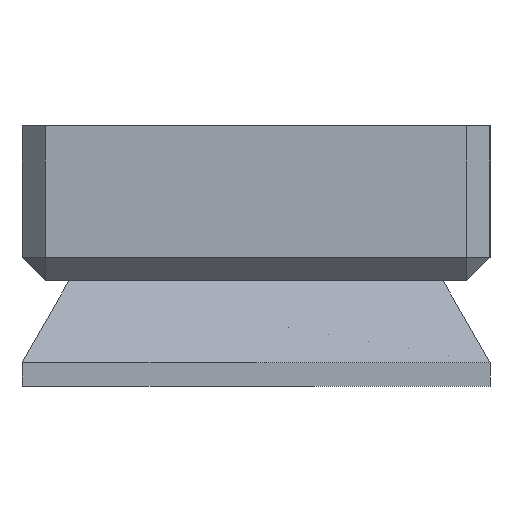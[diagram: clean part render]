
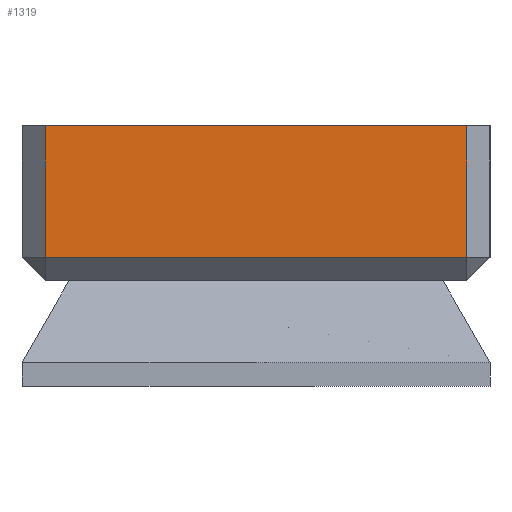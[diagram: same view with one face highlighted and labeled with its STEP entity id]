
A CAD part, left-side view. The second image highlights one B-rep face of the part: STEP entity #1319.
In plain terms, the highlighted planar face has unit normal (-1, 0, 0).
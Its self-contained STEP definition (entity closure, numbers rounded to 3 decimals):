
#128 = PLANE('',#129);
#129 = AXIS2_PLACEMENT_3D('',#130,#131,#132);
#130 = CARTESIAN_POINT('',(-29.5,19.,7.));
#131 = DIRECTION('',(-0.707,0.707,0.));
#132 = DIRECTION('',(-0.,-0.,-1.));
#156 = PLANE('',#157);
#157 = AXIS2_PLACEMENT_3D('',#158,#159,#160);
#158 = CARTESIAN_POINT('',(0.,0.,20.25));
#159 = DIRECTION('',(-0.,-0.,-1.));
#160 = DIRECTION('',(-1.,0.,0.));
#661 = VERTEX_POINT('',#662);
#662 = CARTESIAN_POINT('',(-30.5,18.,9.));
#685 = VERTEX_POINT('',#686);
#686 = CARTESIAN_POINT('',(-30.5,18.,20.25));
#707 = EDGE_CURVE('',#661,#685,#708,.T.);
#708 = SURFACE_CURVE('',#709,(#713,#720),.PCURVE_S1.);
#709 = LINE('',#710,#711);
#710 = CARTESIAN_POINT('',(-30.5,18.,7.));
#711 = VECTOR('',#712,1.);
#712 = DIRECTION('',(0.,0.,1.));
#713 = PCURVE('',#128,#714);
#714 = DEFINITIONAL_REPRESENTATION('',(#715),#719);
#715 = LINE('',#716,#717);
#716 = CARTESIAN_POINT('',(-0.,1.414));
#717 = VECTOR('',#718,1.);
#718 = DIRECTION('',(-1.,0.));
#719 = ( GEOMETRIC_REPRESENTATION_CONTEXT(2) 
PARAMETRIC_REPRESENTATION_CONTEXT() REPRESENTATION_CONTEXT('2D SPACE',''
  ) );
#720 = PCURVE('',#721,#726);
#721 = PLANE('',#722);
#722 = AXIS2_PLACEMENT_3D('',#723,#724,#725);
#723 = CARTESIAN_POINT('',(-30.5,-20.,7.));
#724 = DIRECTION('',(-1.,0.,0.));
#725 = DIRECTION('',(0.,1.,0.));
#726 = DEFINITIONAL_REPRESENTATION('',(#727),#731);
#727 = LINE('',#728,#729);
#728 = CARTESIAN_POINT('',(38.,0.));
#729 = VECTOR('',#730,1.);
#730 = DIRECTION('',(0.,-1.));
#731 = ( GEOMETRIC_REPRESENTATION_CONTEXT(2) 
PARAMETRIC_REPRESENTATION_CONTEXT() REPRESENTATION_CONTEXT('2D SPACE',''
  ) );
#810 = VERTEX_POINT('',#811);
#811 = CARTESIAN_POINT('',(-30.5,-18.,20.25));
#825 = PLANE('',#826);
#826 = AXIS2_PLACEMENT_3D('',#827,#828,#829);
#827 = CARTESIAN_POINT('',(-29.5,-19.,7.));
#828 = DIRECTION('',(-0.707,-0.707,0.));
#829 = DIRECTION('',(-0.,-0.,-1.));
#837 = EDGE_CURVE('',#810,#685,#838,.T.);
#838 = SURFACE_CURVE('',#839,(#843,#850),.PCURVE_S1.);
#839 = LINE('',#840,#841);
#840 = CARTESIAN_POINT('',(-30.5,-20.,20.25));
#841 = VECTOR('',#842,1.);
#842 = DIRECTION('',(0.,1.,0.));
#843 = PCURVE('',#156,#844);
#844 = DEFINITIONAL_REPRESENTATION('',(#845),#849);
#845 = LINE('',#846,#847);
#846 = CARTESIAN_POINT('',(30.5,-20.));
#847 = VECTOR('',#848,1.);
#848 = DIRECTION('',(0.,1.));
#849 = ( GEOMETRIC_REPRESENTATION_CONTEXT(2) 
PARAMETRIC_REPRESENTATION_CONTEXT() REPRESENTATION_CONTEXT('2D SPACE',''
  ) );
#850 = PCURVE('',#721,#851);
#851 = DEFINITIONAL_REPRESENTATION('',(#852),#856);
#852 = LINE('',#853,#854);
#853 = CARTESIAN_POINT('',(0.,-13.25));
#854 = VECTOR('',#855,1.);
#855 = DIRECTION('',(1.,0.));
#856 = ( GEOMETRIC_REPRESENTATION_CONTEXT(2) 
PARAMETRIC_REPRESENTATION_CONTEXT() REPRESENTATION_CONTEXT('2D SPACE',''
  ) );
#1071 = PLANE('',#1072);
#1072 = AXIS2_PLACEMENT_3D('',#1073,#1074,#1075);
#1073 = CARTESIAN_POINT('',(-29.5,-20.,8.));
#1074 = DIRECTION('',(-0.707,0.,-0.707));
#1075 = DIRECTION('',(-0.,-1.,-0.));
#1319 = ADVANCED_FACE('',(#1320),#721,.T.);
#1320 = FACE_BOUND('',#1321,.T.);
#1321 = EDGE_LOOP('',(#1322,#1323,#1324,#1347));
#1322 = ORIENTED_EDGE('',*,*,#837,.T.);
#1323 = ORIENTED_EDGE('',*,*,#707,.F.);
#1324 = ORIENTED_EDGE('',*,*,#1325,.F.);
#1325 = EDGE_CURVE('',#1326,#661,#1328,.T.);
#1326 = VERTEX_POINT('',#1327);
#1327 = CARTESIAN_POINT('',(-30.5,-18.,9.));
#1328 = SURFACE_CURVE('',#1329,(#1333,#1340),.PCURVE_S1.);
#1329 = LINE('',#1330,#1331);
#1330 = CARTESIAN_POINT('',(-30.5,-20.,9.));
#1331 = VECTOR('',#1332,1.);
#1332 = DIRECTION('',(0.,1.,0.));
#1333 = PCURVE('',#721,#1334);
#1334 = DEFINITIONAL_REPRESENTATION('',(#1335),#1339);
#1335 = LINE('',#1336,#1337);
#1336 = CARTESIAN_POINT('',(0.,-2.));
#1337 = VECTOR('',#1338,1.);
#1338 = DIRECTION('',(1.,0.));
#1339 = ( GEOMETRIC_REPRESENTATION_CONTEXT(2) 
PARAMETRIC_REPRESENTATION_CONTEXT() REPRESENTATION_CONTEXT('2D SPACE',''
  ) );
#1340 = PCURVE('',#1071,#1341);
#1341 = DEFINITIONAL_REPRESENTATION('',(#1342),#1346);
#1342 = LINE('',#1343,#1344);
#1343 = CARTESIAN_POINT('',(-0.,1.414));
#1344 = VECTOR('',#1345,1.);
#1345 = DIRECTION('',(-1.,0.));
#1346 = ( GEOMETRIC_REPRESENTATION_CONTEXT(2) 
PARAMETRIC_REPRESENTATION_CONTEXT() REPRESENTATION_CONTEXT('2D SPACE',''
  ) );
#1347 = ORIENTED_EDGE('',*,*,#1348,.T.);
#1348 = EDGE_CURVE('',#1326,#810,#1349,.T.);
#1349 = SURFACE_CURVE('',#1350,(#1354,#1361),.PCURVE_S1.);
#1350 = LINE('',#1351,#1352);
#1351 = CARTESIAN_POINT('',(-30.5,-18.,7.));
#1352 = VECTOR('',#1353,1.);
#1353 = DIRECTION('',(0.,0.,1.));
#1354 = PCURVE('',#721,#1355);
#1355 = DEFINITIONAL_REPRESENTATION('',(#1356),#1360);
#1356 = LINE('',#1357,#1358);
#1357 = CARTESIAN_POINT('',(2.,0.));
#1358 = VECTOR('',#1359,1.);
#1359 = DIRECTION('',(0.,-1.));
#1360 = ( GEOMETRIC_REPRESENTATION_CONTEXT(2) 
PARAMETRIC_REPRESENTATION_CONTEXT() REPRESENTATION_CONTEXT('2D SPACE',''
  ) );
#1361 = PCURVE('',#825,#1362);
#1362 = DEFINITIONAL_REPRESENTATION('',(#1363),#1367);
#1363 = LINE('',#1364,#1365);
#1364 = CARTESIAN_POINT('',(-0.,-1.414));
#1365 = VECTOR('',#1366,1.);
#1366 = DIRECTION('',(-1.,0.));
#1367 = ( GEOMETRIC_REPRESENTATION_CONTEXT(2) 
PARAMETRIC_REPRESENTATION_CONTEXT() REPRESENTATION_CONTEXT('2D SPACE',''
  ) );
